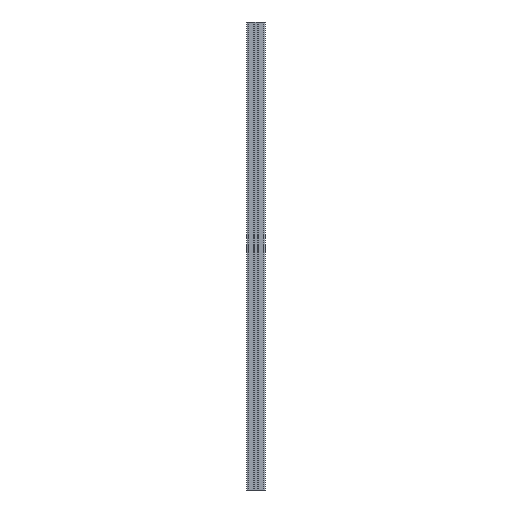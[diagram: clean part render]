
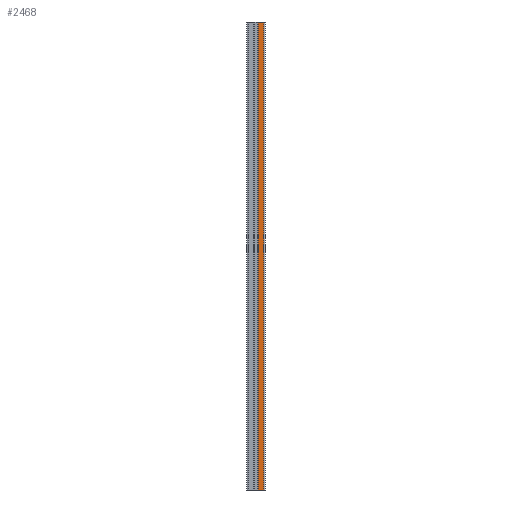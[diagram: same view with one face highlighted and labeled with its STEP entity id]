
A CAD part, left-side view. The second image highlights one B-rep face of the part: STEP entity #2468.
In plain terms, the highlighted planar face has unit normal (-1, 0, 0).
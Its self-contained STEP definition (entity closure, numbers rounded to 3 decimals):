
#47=DIRECTION('',(0.,1.,0.));
#48=VECTOR('',#47,11.575);
#49=CARTESIAN_POINT('',(-20.,-16.68,-3048.));
#50=LINE('',#49,#48);
#463=DIRECTION('',(0.,0.,1.));
#464=VECTOR('',#463,1000.);
#465=CARTESIAN_POINT('',(-20.,-5.105,-3048.));
#466=LINE('',#465,#464);
#471=DIRECTION('',(0.,1.,0.));
#472=VECTOR('',#471,11.575);
#473=CARTESIAN_POINT('',(-20.,-16.68,-2048.));
#474=LINE('',#473,#472);
#484=DIRECTION('',(0.,0.,-1.));
#485=VECTOR('',#484,1000.);
#486=CARTESIAN_POINT('',(-20.,-16.68,-2048.));
#487=LINE('',#486,#485);
#1506=CARTESIAN_POINT('',(-20.,-16.68,-3048.));
#1508=VERTEX_POINT('',#1506);
#1509=CARTESIAN_POINT('',(-20.,-5.105,-3048.));
#1510=VERTEX_POINT('',#1509);
#1787=CARTESIAN_POINT('',(-20.,-5.105,-2048.));
#1788=VERTEX_POINT('',#1787);
#1813=CARTESIAN_POINT('',(-20.,-16.68,-2048.));
#1814=VERTEX_POINT('',#1813);
#2456=CARTESIAN_POINT('',(-20.,0.,3048.));
#2457=DIRECTION('',(-1.,0.,0.));
#2458=DIRECTION('',(0.,1.,0.));
#2459=AXIS2_PLACEMENT_3D('',#2456,#2457,#2458);
#2460=PLANE('',#2459);
#2461=ORIENTED_EDGE('',*,*,#1983,.F.);
#2463=ORIENTED_EDGE('',*,*,#2462,.T.);
#2464=ORIENTED_EDGE('',*,*,#2125,.T.);
#2465=ORIENTED_EDGE('',*,*,#2449,.T.);
#2466=EDGE_LOOP('',(#2461,#2463,#2464,#2465));
#2467=FACE_OUTER_BOUND('',#2466,.F.);
#2468=ADVANCED_FACE('',(#2467),#2460,.T.);
#1983=EDGE_CURVE('',#1814,#1788,#474,.T.);
#2125=EDGE_CURVE('',#1508,#1510,#50,.T.);
#2449=EDGE_CURVE('',#1510,#1788,#466,.T.);
#2462=EDGE_CURVE('',#1814,#1508,#487,.T.);
